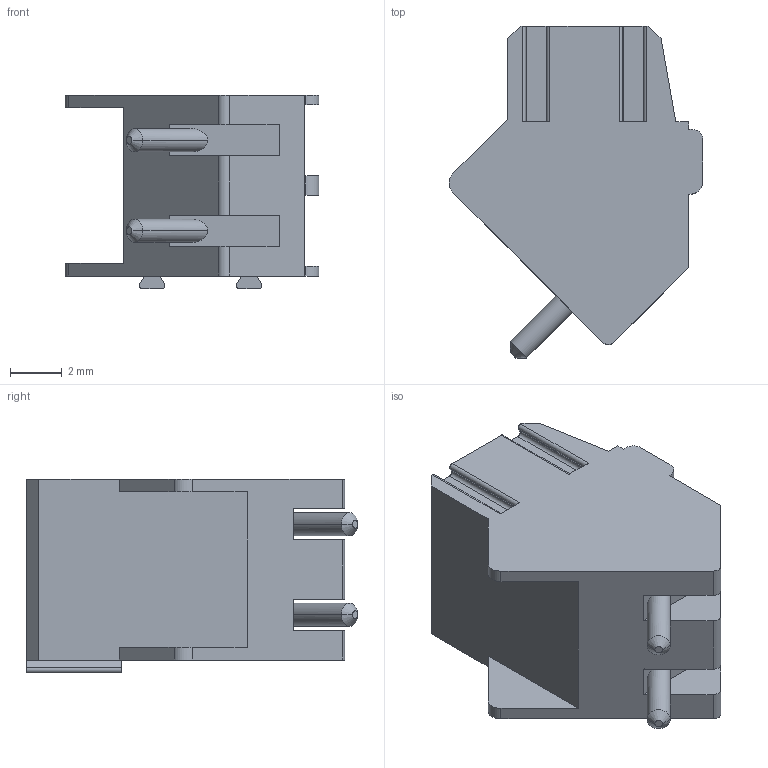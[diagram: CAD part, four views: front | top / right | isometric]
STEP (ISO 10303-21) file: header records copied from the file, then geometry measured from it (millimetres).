
FILE_DESCRIPTION((''),'2;1');
FILE_NAME('PRT0050','2024-10-18T',('yanfa'),(''),'PRO/ENGINEER BY PARAMETRIC TECHNOLOGY CORPORATION, 2009280','PRO/ENGINEER BY PARAMETRIC TECHNOLOGY CORPORATION, 2009280','');
FILE_SCHEMA(('AUTOMOTIVE_DESIGN_CC2 { 1 2 10303 214 -1 1 5 2 }'));
Length unit declared in the file: millimetre
Products named in the file (1): PRT0050
Bounding box: 9.81 x 12.83 x 7.5 mm (x, y, z)
Volume: 409.1 mm3; surface area: 683.2 mm2
Topology: 1 solids, 1 shells, 188 faces, 516 edges, 336 vertices
Faces by surface type: plane 125, cylinder 47, cone 12, torus 4
Entity records: 6012 total; most frequent: CARTESIAN_POINT 1138, ORIENTED_EDGE 1032, DIRECTION 990, EDGE_CURVE 516, VECTOR 394, LINE 394, VERTEX_POINT 336, AXIS2_PLACEMENT_3D 298
